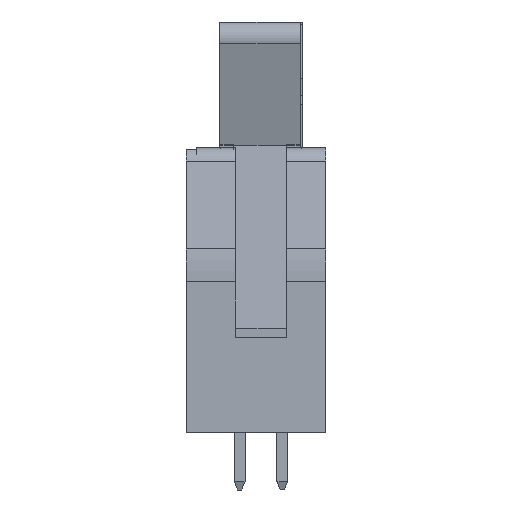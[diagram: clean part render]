
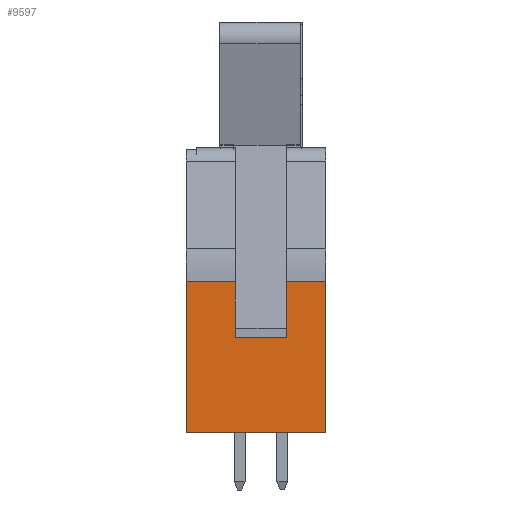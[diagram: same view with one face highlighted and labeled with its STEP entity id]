
A CAD part, left-side view. The second image highlights one B-rep face of the part: STEP entity #9597.
In plain terms, the highlighted planar face has unit normal (-1, 0, 0).
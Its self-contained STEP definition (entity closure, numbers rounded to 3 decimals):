
#1204=ORIENTED_EDGE('',*,*,#3833,.T.);
#1205=ORIENTED_EDGE('',*,*,#3750,.T.);
#1206=ORIENTED_EDGE('',*,*,#3784,.F.);
#1207=ORIENTED_EDGE('',*,*,#3701,.F.);
#1208=ORIENTED_EDGE('',*,*,#3126,.T.);
#1209=ORIENTED_EDGE('',*,*,#3834,.T.);
#1210=ORIENTED_EDGE('',*,*,#3835,.F.);
#1211=ORIENTED_EDGE('',*,*,#3836,.F.);
#3126=EDGE_CURVE('',#4511,#4510,#5430,.T.);
#3701=EDGE_CURVE('',#4511,#5033,#5977,.T.);
#3750=EDGE_CURVE('',#5067,#5068,#6018,.T.);
#3784=EDGE_CURVE('',#5033,#5068,#6045,.T.);
#3833=EDGE_CURVE('',#5114,#5067,#6091,.T.);
#3834=EDGE_CURVE('',#4510,#5115,#6092,.T.);
#3835=EDGE_CURVE('',#5116,#5115,#6093,.T.);
#3836=EDGE_CURVE('',#5114,#5116,#6094,.T.);
#4510=VERTEX_POINT('',#12943);
#4511=VERTEX_POINT('',#12945);
#5033=VERTEX_POINT('',#14141);
#5067=VERTEX_POINT('',#14234);
#5068=VERTEX_POINT('',#14236);
#5114=VERTEX_POINT('',#14390);
#5115=VERTEX_POINT('',#14392);
#5116=VERTEX_POINT('',#14394);
#5430=LINE('',#12944,#6747);
#5977=LINE('',#14140,#7294);
#6018=LINE('',#14237,#7335);
#6045=LINE('',#14299,#7362);
#6091=LINE('',#14389,#7408);
#6092=LINE('',#14391,#7409);
#6093=LINE('',#14393,#7410);
#6094=LINE('',#14395,#7411);
#6747=VECTOR('',#10510,1000.);
#7294=VECTOR('',#11311,1000.);
#7335=VECTOR('',#11392,1000.);
#7362=VECTOR('',#11451,1000.);
#7408=VECTOR('',#11533,1000.);
#7409=VECTOR('',#11534,1000.);
#7410=VECTOR('',#11535,1000.);
#7411=VECTOR('',#11536,1000.);
#8193=EDGE_LOOP('',(#1204,#1205,#1206,#1207,#1208,#1209,#1210,#1211));
#8702=FACE_BOUND('',#8193,.T.);
#9185=PLANE('',#10111);
#9597=ADVANCED_FACE('',(#8702),#9185,.T.);
#10111=AXIS2_PLACEMENT_3D('',#14388,#11531,#11532);
#10510=DIRECTION('',(0.,0.,1.));
#11311=DIRECTION('',(0.,1.,0.));
#11392=DIRECTION('',(0.,1.,0.));
#11451=DIRECTION('',(0.,0.,1.));
#11531=DIRECTION('',(-1.,0.,0.));
#11532=DIRECTION('',(0.,0.,1.));
#11533=DIRECTION('',(0.,0.,1.));
#11534=DIRECTION('',(0.,1.,0.));
#11535=DIRECTION('',(0.,0.,1.));
#11536=DIRECTION('',(0.,-1.,0.));
#12943=CARTESIAN_POINT('',(-41.5,-4.15,4.01));
#12944=CARTESIAN_POINT('',(-41.5,-4.15,-5.));
#12945=CARTESIAN_POINT('',(-41.5,-4.15,-5.));
#14140=CARTESIAN_POINT('',(-41.5,-4.15,-5.));
#14141=CARTESIAN_POINT('',(-41.5,4.15,-5.));
#14234=CARTESIAN_POINT('',(-41.5,1.225,4.01));
#14236=CARTESIAN_POINT('',(-41.5,4.15,4.01));
#14237=CARTESIAN_POINT('',(-41.5,-4.15,4.01));
#14299=CARTESIAN_POINT('',(-41.5,4.15,-5.));
#14388=CARTESIAN_POINT('',(-41.5,-4.15,-5.));
#14389=CARTESIAN_POINT('',(-41.5,1.225,0.7));
#14390=CARTESIAN_POINT('',(-41.5,1.225,0.7));
#14391=CARTESIAN_POINT('',(-41.5,-4.15,4.01));
#14392=CARTESIAN_POINT('',(-41.5,-1.825,4.01));
#14393=CARTESIAN_POINT('',(-41.5,-1.825,0.7));
#14394=CARTESIAN_POINT('',(-41.5,-1.825,0.7));
#14395=CARTESIAN_POINT('',(-41.5,1.225,0.7));
